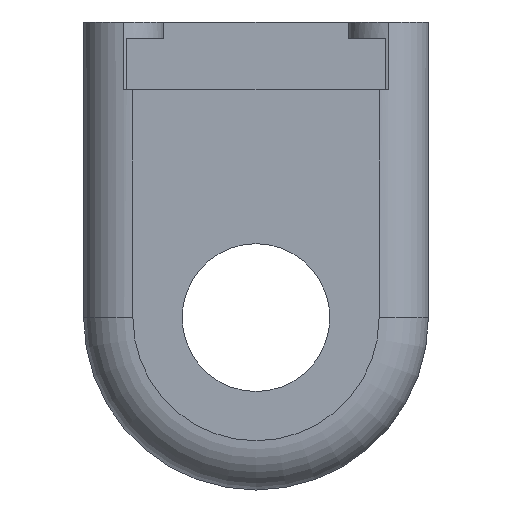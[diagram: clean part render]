
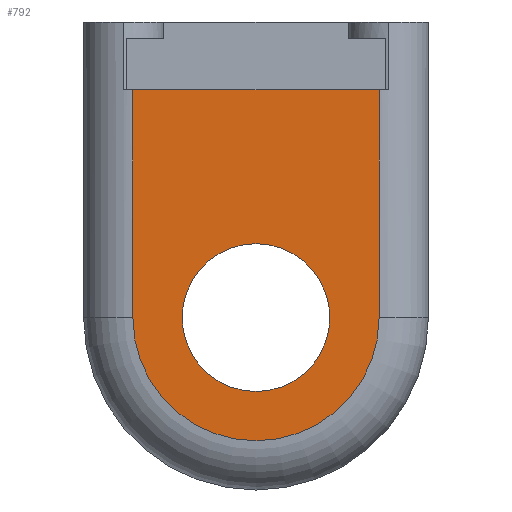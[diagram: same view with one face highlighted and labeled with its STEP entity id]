
A CAD part, front view. The second image highlights one B-rep face of the part: STEP entity #792.
In plain terms, the highlighted planar face has unit normal (0, -1, 0).
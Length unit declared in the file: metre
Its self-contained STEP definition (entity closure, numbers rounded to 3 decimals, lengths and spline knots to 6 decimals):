
#69=LINE('',#1306,#149);
#70=LINE('',#1308,#150);
#71=LINE('',#1310,#151);
#149=VECTOR('',#1045,1.);
#150=VECTOR('',#1046,1.);
#151=VECTOR('',#1047,1.);
#186=PLANE('',#869);
#294=ORIENTED_EDGE('',*,*,#505,.T.);
#295=ORIENTED_EDGE('',*,*,#506,.T.);
#296=ORIENTED_EDGE('',*,*,#507,.F.);
#297=ORIENTED_EDGE('',*,*,#508,.T.);
#298=ORIENTED_EDGE('',*,*,#433,.F.);
#433=EDGE_CURVE('',#547,#547,#621,.T.);
#505=EDGE_CURVE('',#603,#604,#638,.T.);
#506=EDGE_CURVE('',#604,#605,#69,.F.);
#507=EDGE_CURVE('',#606,#605,#70,.T.);
#508=EDGE_CURVE('',#606,#603,#71,.T.);
#547=VERTEX_POINT('',#1160);
#603=VERTEX_POINT('',#1304);
#604=VERTEX_POINT('',#1305);
#605=VERTEX_POINT('',#1307);
#606=VERTEX_POINT('',#1309);
#621=CIRCLE('',#837,0.003);
#638=CIRCLE('',#870,0.005);
#674=EDGE_LOOP('',(#294,#295,#296,#297));
#675=EDGE_LOOP('',(#298));
#728=FACE_BOUND('',#674,.T.);
#729=FACE_BOUND('',#675,.T.);
#792=ADVANCED_FACE('',(#728,#729),#186,.T.);
#837=AXIS2_PLACEMENT_3D('',#1159,#922,#923);
#869=AXIS2_PLACEMENT_3D('',#1302,#1041,#1042);
#870=AXIS2_PLACEMENT_3D('',#1303,#1043,#1044);
#922=DIRECTION('',(0.,-1.,0.));
#923=DIRECTION('',(0.,0.,-1.));
#1041=DIRECTION('',(0.,-1.,0.));
#1042=DIRECTION('',(0.,0.,-1.));
#1043=DIRECTION('',(0.,-1.,0.));
#1044=DIRECTION('',(0.,0.,-1.));
#1045=DIRECTION('',(0.,0.,-1.));
#1046=DIRECTION('',(1.,0.,0.));
#1047=DIRECTION('',(0.,0.,-1.));
#1159=CARTESIAN_POINT('',(0.,-0.0475,-0.007));
#1160=CARTESIAN_POINT('',(0.,-0.0475,-0.01));
#1302=CARTESIAN_POINT('',(0.,-0.0475,0.005));
#1303=CARTESIAN_POINT('',(0.,-0.0475,-0.007));
#1304=CARTESIAN_POINT('',(-0.005,-0.0475,-0.007));
#1305=CARTESIAN_POINT('',(0.005,-0.0475,-0.007));
#1306=CARTESIAN_POINT('',(0.005,-0.0475,0.005));
#1307=CARTESIAN_POINT('',(0.005,-0.0475,0.00225));
#1308=CARTESIAN_POINT('',(0.002625,-0.0475,0.00225));
#1309=CARTESIAN_POINT('',(-0.005,-0.0475,0.00225));
#1310=CARTESIAN_POINT('',(-0.005,-0.0475,-0.007));
